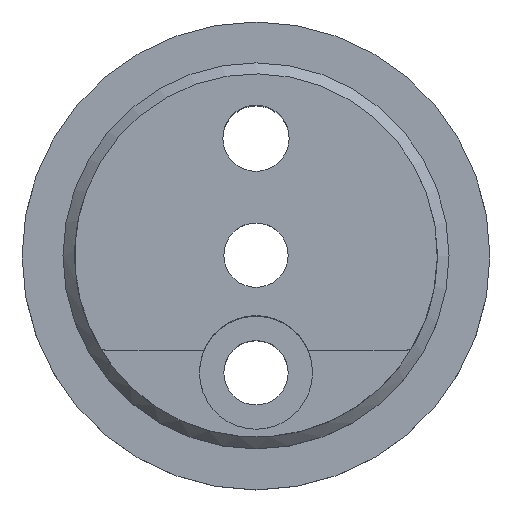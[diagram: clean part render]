
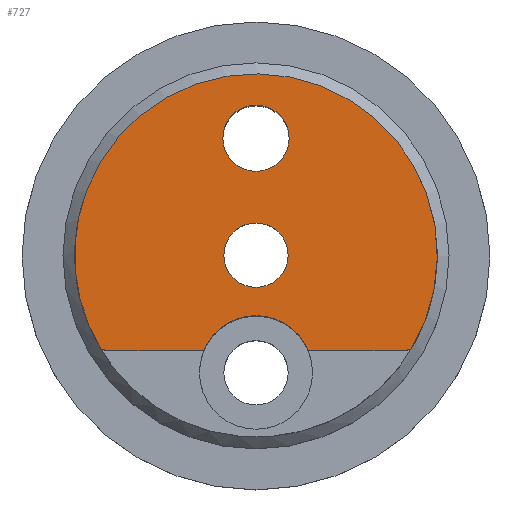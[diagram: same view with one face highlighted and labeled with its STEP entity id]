
A CAD part, top view. The second image highlights one B-rep face of the part: STEP entity #727.
In plain terms, the highlighted planar face has unit normal (0, 0, 1).
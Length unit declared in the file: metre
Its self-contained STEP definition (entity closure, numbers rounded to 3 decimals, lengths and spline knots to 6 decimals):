
#74=LINE('',#1158,#132);
#78=LINE('',#1170,#136);
#132=VECTOR('',#919,1.);
#136=VECTOR('',#931,1.);
#331=ORIENTED_EDGE('',*,*,#460,.F.);
#332=ORIENTED_EDGE('',*,*,#459,.T.);
#333=ORIENTED_EDGE('',*,*,#421,.F.);
#334=ORIENTED_EDGE('',*,*,#418,.F.);
#335=ORIENTED_EDGE('',*,*,#415,.F.);
#336=ORIENTED_EDGE('',*,*,#457,.T.);
#337=ORIENTED_EDGE('',*,*,#371,.F.);
#338=ORIENTED_EDGE('',*,*,#369,.F.);
#369=EDGE_CURVE('',#469,#469,#538,.T.);
#371=EDGE_CURVE('',#471,#471,#540,.T.);
#415=EDGE_CURVE('',#507,#508,#74,.F.);
#418=EDGE_CURVE('',#508,#510,#552,.T.);
#421=EDGE_CURVE('',#510,#512,#78,.F.);
#457=EDGE_CURVE('',#507,#530,#553,.T.);
#459=EDGE_CURVE('',#531,#512,#554,.T.);
#460=EDGE_CURVE('',#531,#530,#555,.F.);
#469=VERTEX_POINT('',#1041);
#471=VERTEX_POINT('',#1046);
#507=VERTEX_POINT('',#1157);
#508=VERTEX_POINT('',#1159);
#510=VERTEX_POINT('',#1165);
#512=VERTEX_POINT('',#1171);
#530=VERTEX_POINT('',#1245);
#531=VERTEX_POINT('',#1249);
#538=CIRCLE('',#753,0.00165);
#540=CIRCLE('',#756,0.0017);
#552=CIRCLE('',#782,0.0029);
#553=CIRCLE('',#808,0.002);
#554=CIRCLE('',#810,0.002);
#555=CIRCLE('',#812,0.0093);
#603=EDGE_LOOP('',(#331,#332,#333,#334,#335,#336));
#604=EDGE_LOOP('',(#337));
#605=EDGE_LOOP('',(#338));
#659=FACE_BOUND('',#603,.T.);
#660=FACE_BOUND('',#604,.T.);
#661=FACE_BOUND('',#605,.T.);
#690=PLANE('',#811);
#727=ADVANCED_FACE('',(#659,#660,#661),#690,.T.);
#753=AXIS2_PLACEMENT_3D('',#1040,#837,#838);
#756=AXIS2_PLACEMENT_3D('',#1045,#843,#844);
#782=AXIS2_PLACEMENT_3D('',#1164,#924,#925);
#808=AXIS2_PLACEMENT_3D('',#1246,#1003,#1004);
#810=AXIS2_PLACEMENT_3D('',#1250,#1008,#1009);
#811=AXIS2_PLACEMENT_3D('',#1251,#1010,#1011);
#812=AXIS2_PLACEMENT_3D('',#1252,#1012,#1013);
#837=DIRECTION('',(0.,0.,1.));
#838=DIRECTION('',(1.,0.,0.));
#843=DIRECTION('',(0.,0.,1.));
#844=DIRECTION('',(1.,0.,0.));
#919=DIRECTION('',(1.,0.,0.));
#924=DIRECTION('',(0.,0.,1.));
#925=DIRECTION('',(1.,0.,0.));
#931=DIRECTION('',(1.,0.,0.));
#1003=DIRECTION('',(0.,0.,1.));
#1004=DIRECTION('',(1.,0.,0.));
#1008=DIRECTION('',(0.,0.,1.));
#1009=DIRECTION('',(1.,0.,0.));
#1010=DIRECTION('',(0.,0.,1.));
#1011=DIRECTION('',(1.,0.,0.));
#1012=DIRECTION('',(0.,0.,1.));
#1013=DIRECTION('',(1.,0.,0.));
#1040=CARTESIAN_POINT('',(0.,-0.013,0.091));
#1041=CARTESIAN_POINT('',(0.00165,-0.013,0.091));
#1045=CARTESIAN_POINT('',(0.,-0.007,0.091));
#1046=CARTESIAN_POINT('',(0.0017,-0.007,0.091));
#1157=CARTESIAN_POINT('',(0.007348,-0.0179,0.091));
#1158=CARTESIAN_POINT('',(0.,-0.0179,0.091));
#1159=CARTESIAN_POINT('',(0.002683,-0.0179,0.091));
#1164=CARTESIAN_POINT('',(0.,-0.019,0.091));
#1165=CARTESIAN_POINT('',(-0.002683,-0.0179,0.091));
#1170=CARTESIAN_POINT('',(0.,-0.0179,0.091));
#1171=CARTESIAN_POINT('',(-0.007348,-0.0179,0.091));
#1245=CARTESIAN_POINT('',(0.007964,-0.017803,0.091));
#1246=CARTESIAN_POINT('',(0.007348,-0.0159,0.091));
#1249=CARTESIAN_POINT('',(-0.007964,-0.017803,0.091));
#1250=CARTESIAN_POINT('',(-0.007348,-0.0159,0.091));
#1251=CARTESIAN_POINT('',(0.,-0.013,0.091));
#1252=CARTESIAN_POINT('',(0.,-0.013,0.091));
